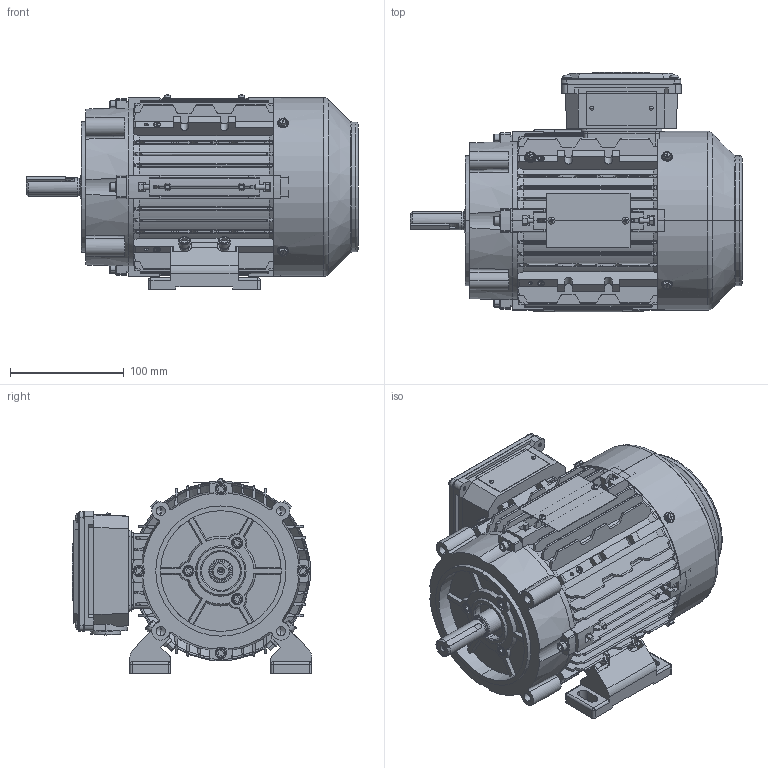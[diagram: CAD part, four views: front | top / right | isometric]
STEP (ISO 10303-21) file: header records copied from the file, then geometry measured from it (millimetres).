
FILE_DESCRIPTION (( 'STEP AP203' ), '1' );
FILE_NAME ('NEMA 铝壳56C总装图(新TA80机壳).STEP', '2015-02-28T02:08:47', ( 'USER' ), ( 'MS' ), 'SwSTEP 2.0', 'SolidWorks 2008', '' );
FILE_SCHEMA (( 'CONFIG_CONTROL_DESIGN' ));
Products named in the file (30): TA80转轴_默认; 80轴承6204_默认; 锁轴承压板M5X25_默认; 前后盖齿形垫片Φ5_默认; 锁前盖M5X20_默认; 锁底脚M6X25_默认; 底脚弹簧垫片Φ6_默认; 风罩螺钉M4X6_默认; 出线螺塞_默认; 接线盒盖M4X12_默认; ｽﾓﾏﾟｺﾐﾃﾜｷ箏訐ﾄｬﾈﾏ; NEMA 铝壳56C总装图(新TA80机壳); NEMA56机壳_默认; NEMA56新底脚_默认; TA80后端盖_默认; 80平键B_默认; TA80端盖（56法兰）_默认; TA80风叶_默认; 锁前后盖M5X30_默认; 前后盖螺母M5_默认; TA80-90方型接线盒_默认; MS80-100新接线盒盖_默认; 底脚紧固螺母M6_默认; TA80风罩_默认; 80铭牌_默认; 铭牌M3X4_默认; 机壳接地齿形垫片Φ4_默认; 机壳接地螺钉M4X6_默认; 铆钉M2X4_默认; 接线铭牌_默认
Assembly tree (70 placements, depth 2):
  NEMA 铝壳56C总装图(新TA80机壳)
    前后盖螺母M5_默认  x7
    80轴承6204_默认  x2
    底脚弹簧垫片Φ6_默认  x4
    80铭牌_默认
    铭牌M3X4_默认  x2
    TA80风叶_默认
    前后盖齿形垫片Φ5_默认  x8
    锁底脚M6X25_默认  x4
    底脚紧固螺母M6_默认  x4
    TA80端盖（56法兰）_默认
    NEMA56机壳_默认
    锁轴承压板M5X25_默认  x3
    接线盒盖M4X12_默认  x4
    锁前后盖M5X30_默认  x7
    风罩螺钉M4X6_默认  x4
    锁前盖M5X20_默认
    MS80-100新接线盒盖_默认
    出线螺塞_默认  x2
    铆钉M2X4_默认  x2
    接线铭牌_默认
    TA80后端盖_默认
    机壳接地齿形垫片Φ4_默认
    80平键B_默认
    NEMA56新底脚_默认  x2
    TA80-90方型接线盒_默认
    TA80风罩_默认
    机壳接地螺钉M4X6_默认
    ｽﾓﾏﾟｺﾐﾃﾜｷ箏訐ﾄｬﾈﾏ
    TA80转轴_默认
Bounding box: 291.45 x 210.36 x 170.69 mm (x, y, z)
Volume: 1023101.8 mm3; surface area: 681077.8 mm2
Topology: 70 solids, 70 shells, 4115 faces, 10723 edges, 6849 vertices
Faces by surface type: plane 2176, cylinder 1390, cone 221, torus 182, bspline 138, sphere 8
Entity records: 116503 total; most frequent: CARTESIAN_POINT 31596, ORIENTED_EDGE 17404, DIRECTION 16111, EDGE_CURVE 8702, VERTEX_POINT 5609, AXIS2_PLACEMENT_3D 5548, LINE 5015, VECTOR 5015
